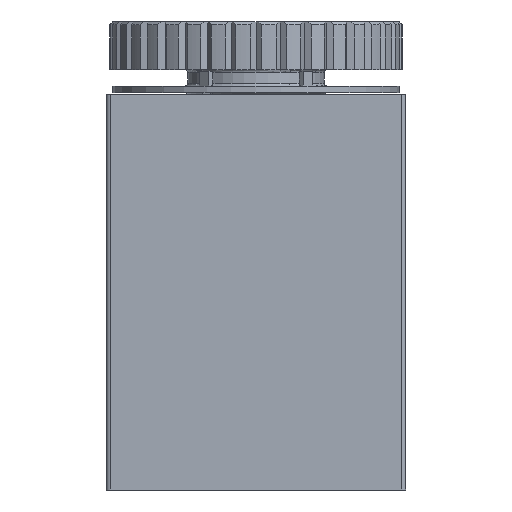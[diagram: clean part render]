
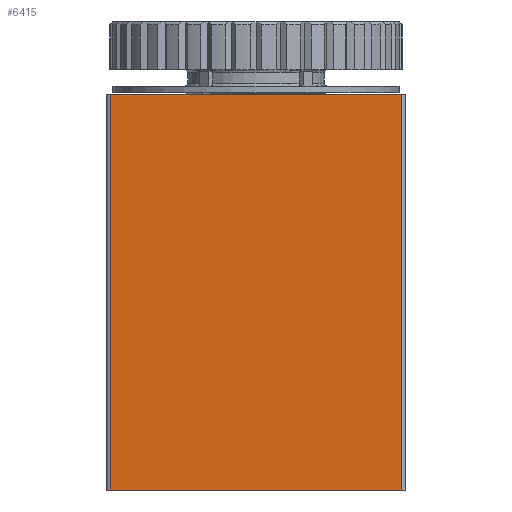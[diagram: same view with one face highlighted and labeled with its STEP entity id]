
A CAD part, front view. The second image highlights one B-rep face of the part: STEP entity #6415.
In plain terms, the highlighted planar face has unit normal (0, -1, 0).
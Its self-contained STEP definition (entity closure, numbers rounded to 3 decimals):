
#693=ORIENTED_EDGE('',*,*,#2259,.F.);
#694=ORIENTED_EDGE('',*,*,#2258,.F.);
#695=ORIENTED_EDGE('',*,*,#2229,.T.);
#696=ORIENTED_EDGE('',*,*,#2260,.T.);
#2229=EDGE_CURVE('',#3005,#3004,#3553,.T.);
#2258=EDGE_CURVE('',#3005,#3027,#3573,.T.);
#2259=EDGE_CURVE('',#3027,#3028,#3574,.T.);
#2260=EDGE_CURVE('',#3004,#3028,#3575,.T.);
#3004=VERTEX_POINT('',#9146);
#3005=VERTEX_POINT('',#9148);
#3027=VERTEX_POINT('',#9202);
#3028=VERTEX_POINT('',#9206);
#3553=LINE('',#9147,#4015);
#3573=LINE('',#9203,#4035);
#3574=LINE('',#9205,#4036);
#3575=LINE('',#9207,#4037);
#4015=VECTOR('',#7482,1000.);
#4035=VECTOR('',#7528,1000.);
#4036=VECTOR('',#7531,1000.);
#4037=VECTOR('',#7532,1000.);
#4442=EDGE_LOOP('',(#693,#694,#695,#696));
#4866=FACE_BOUND('',#4442,.T.);
#5270=PLANE('',#6792);
#6415=ADVANCED_FACE('',(#4866),#5270,.T.);
#6792=AXIS2_PLACEMENT_3D('',#9204,#7529,#7530);
#7482=DIRECTION('',(1.,0.,0.));
#7528=DIRECTION('',(0.,0.,1.));
#7529=DIRECTION('',(0.,-1.,0.));
#7530=DIRECTION('',(0.,0.,-1.));
#7531=DIRECTION('',(1.,0.,0.));
#7532=DIRECTION('',(0.,0.,1.));
#9146=CARTESIAN_POINT('',(10.7,-29.7,-29.));
#9147=CARTESIAN_POINT('',(-10.7,-29.7,-29.));
#9148=CARTESIAN_POINT('',(-10.7,-29.7,-29.));
#9202=CARTESIAN_POINT('',(-10.7,-29.7,0.));
#9203=CARTESIAN_POINT('',(-10.7,-29.7,-29.));
#9204=CARTESIAN_POINT('',(-10.7,-29.7,-29.));
#9205=CARTESIAN_POINT('',(-10.7,-29.7,0.));
#9206=CARTESIAN_POINT('',(10.7,-29.7,0.));
#9207=CARTESIAN_POINT('',(10.7,-29.7,-29.));
